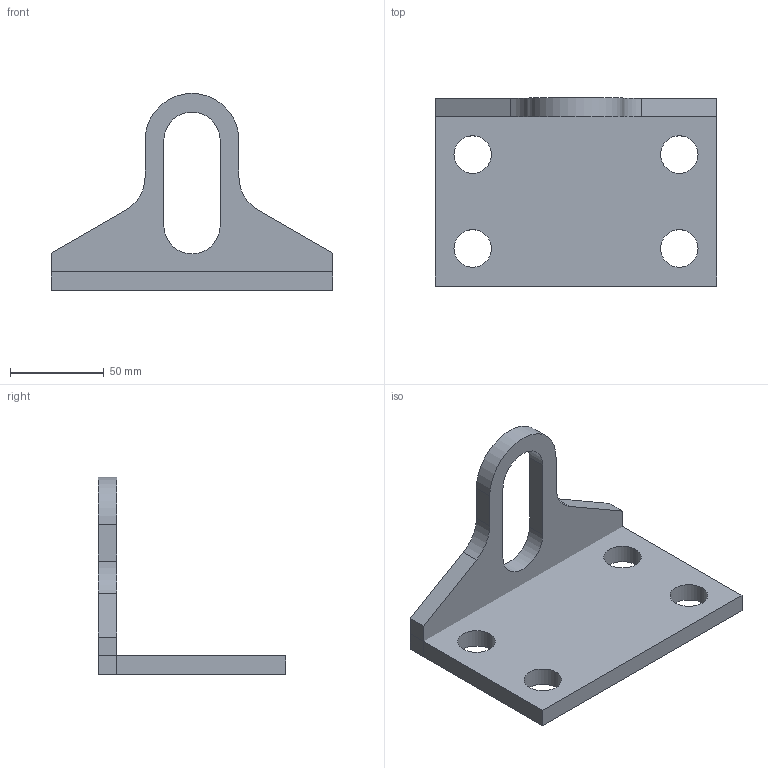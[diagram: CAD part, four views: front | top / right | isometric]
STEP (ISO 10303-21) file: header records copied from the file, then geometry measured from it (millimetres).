
FILE_DESCRIPTION(/* description */ (''),/* implementation_level */ '2;1');
FILE_NAME(/* name */ 'Exercise - 60 v1.step',/* time_stamp */ '2025-10-14T09:30:12+05:30',/* author */ (''),/* organization */ (''),/* preprocessor_version */ 'ST-DEVELOPER v20.1',/* originating_system */ 'Autodesk Translation Framework v14.17.0.0',/* authorisation */ '');
FILE_SCHEMA (('AUTOMOTIVE_DESIGN { 1 0 10303 214 3 1 1 }'));
Length unit declared in the file: millimetre
Products named in the file (1): Exercise - 60
Bounding box: 150 x 100 x 105 mm (x, y, z)
Volume: 201426.3 mm3; surface area: 54068.8 mm2
Topology: 2 solids, 2 shells, 26 faces, 66 edges, 44 vertices
Faces by surface type: plane 17, cylinder 9
Full cylindrical faces by diameter (mm): 20 x4
Entity records: 877 total; most frequent: DIRECTION 138, CARTESIAN_POINT 137, ORIENTED_EDGE 132, EDGE_CURVE 66, LINE 48, VECTOR 48, AXIS2_PLACEMENT_3D 45, VERTEX_POINT 44
